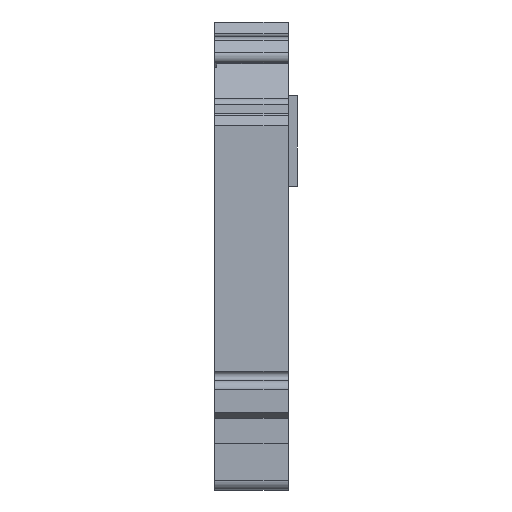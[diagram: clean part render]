
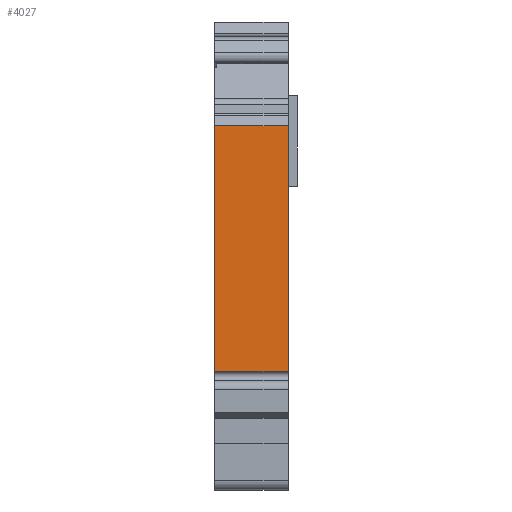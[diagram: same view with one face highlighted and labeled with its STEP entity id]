
A CAD part, left-side view. The second image highlights one B-rep face of the part: STEP entity #4027.
In plain terms, the highlighted planar face has unit normal (-1, 0, 0).
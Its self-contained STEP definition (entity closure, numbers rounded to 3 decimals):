
#52=PLANE('',#4375);
#706=ORIENTED_EDGE('',*,*,#1599,.T.);
#707=ORIENTED_EDGE('',*,*,#1902,.T.);
#708=ORIENTED_EDGE('',*,*,#1758,.F.);
#709=ORIENTED_EDGE('',*,*,#1900,.T.);
#1599=EDGE_CURVE('',#2206,#2205,#2609,.T.);
#1758=EDGE_CURVE('',#2355,#2356,#2718,.T.);
#1900=EDGE_CURVE('',#2355,#2206,#2803,.T.);
#1902=EDGE_CURVE('',#2205,#2356,#2805,.T.);
#2205=VERTEX_POINT('',#5910);
#2206=VERTEX_POINT('',#5912);
#2355=VERTEX_POINT('',#6228);
#2356=VERTEX_POINT('',#6230);
#2609=LINE('',#5911,#3058);
#2718=LINE('',#6229,#3167);
#2803=LINE('',#6507,#3252);
#2805=LINE('',#6511,#3254);
#3058=VECTOR('',#4694,1000.);
#3167=VECTOR('',#4921,1000.);
#3252=VECTOR('',#5122,1000.);
#3254=VECTOR('',#5128,1000.);
#3485=EDGE_LOOP('',(#706,#707,#708,#709));
#3718=FACE_BOUND('',#3485,.T.);
#4027=ADVANCED_FACE('',(#3718),#52,.T.);
#4375=AXIS2_PLACEMENT_3D('',#6510,#5126,#5127);
#4694=DIRECTION('',(0.,0.,1.));
#4921=DIRECTION('',(0.,0.,1.));
#5122=DIRECTION('',(0.,-1.,0.));
#5126=DIRECTION('',(-1.,0.,0.));
#5127=DIRECTION('',(0.,0.,1.));
#5128=DIRECTION('',(0.,1.,0.));
#5910=CARTESIAN_POINT('',(-20.75,-8.,13.528));
#5911=CARTESIAN_POINT('',(-20.75,-8.,-21.072));
#5912=CARTESIAN_POINT('',(-20.75,-8.,-13.172));
#6228=CARTESIAN_POINT('',(-20.75,0.,-13.172));
#6229=CARTESIAN_POINT('',(-20.75,0.,-21.072));
#6230=CARTESIAN_POINT('',(-20.75,0.,13.528));
#6507=CARTESIAN_POINT('',(-20.75,0.,-13.172));
#6510=CARTESIAN_POINT('',(-20.75,-8.,-21.072));
#6511=CARTESIAN_POINT('',(-20.75,-8.,13.528));
